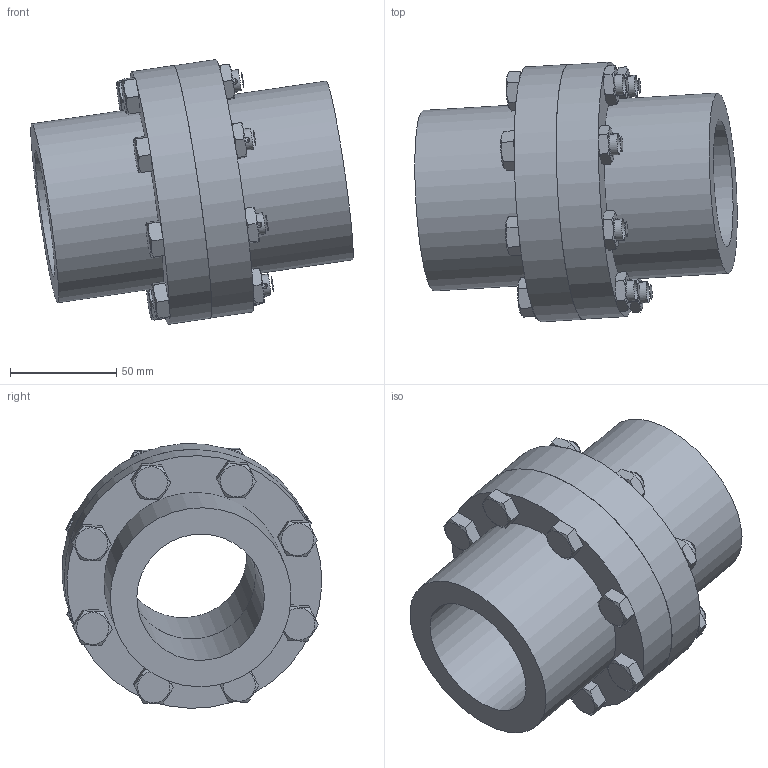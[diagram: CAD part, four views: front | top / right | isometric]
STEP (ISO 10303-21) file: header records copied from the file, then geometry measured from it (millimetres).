
FILE_DESCRIPTION(('FreeCAD Model'),'2;1');
FILE_NAME('Open CASCADE Shape Model','2025-05-09T04:22:43',('FreeCAD'),( 'FreeCAD'),'Open CASCADE STEP processor 7.6','FreeCAD','Unknown');
FILE_SCHEMA(('AUTOMOTIVE_DESIGN { 1 0 10303 214 1 1 1 1 }'));
Length unit declared in the file: millimetre
Products named in the file (1): Open CASCADE STEP translator 7.6 1
Bounding box: 151.47 x 122.01 x 124.36 mm (x, y, z)
Volume: 647196.5 mm3; surface area: 134240.4 mm2
Topology: 18 solids, 18 shells, 324 faces, 698 edges, 420 vertices
Faces by surface type: plane 142, cone 128, cylinder 46, torus 8
Full cylindrical faces by diameter (mm): 2.5 x8, 8.647 x8, 10 x24, 60 x2, 85 x2, 120 x2
Entity records: 16332 total; most frequent: CARTESIAN_POINT 9729, ORIENTED_EDGE 1396, DIRECTION 1218, EDGE_CURVE 698, AXIS2_PLACEMENT_3D 537, VERTEX_POINT 420, FACE_BOUND 402, EDGE_LOOP 402
